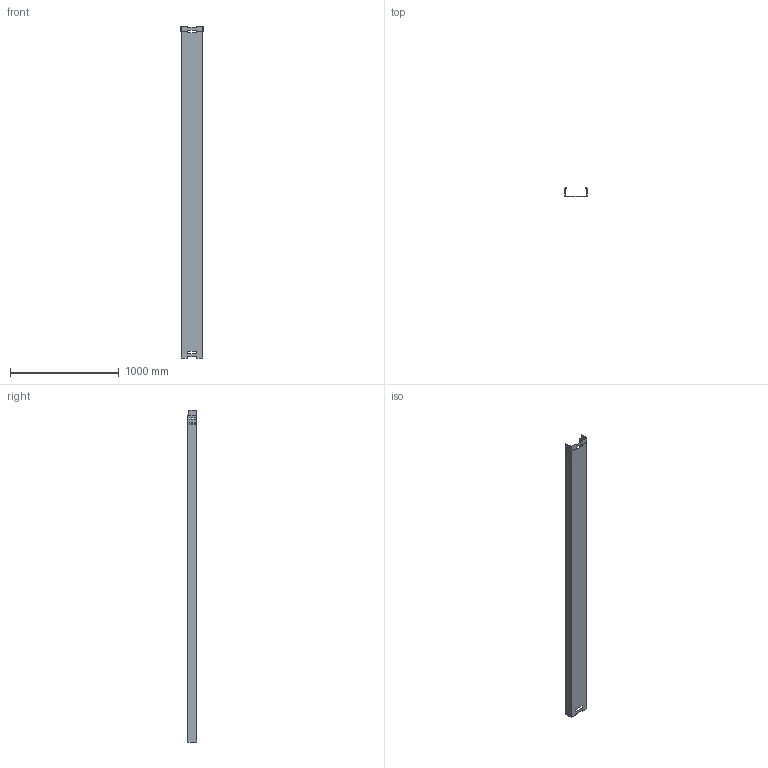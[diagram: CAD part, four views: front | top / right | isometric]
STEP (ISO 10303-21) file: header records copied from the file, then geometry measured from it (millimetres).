
FILE_DESCRIPTION(/* description */ (''),/* implementation_level */ '2;1');
FILE_NAME(/* name */ '6059553',/* time_stamp */ '2014-08-22T15:10:26+02:00',/* author */ (''),/* organization */ (''),/* preprocessor_version */ 'ST-DEVELOPER v15',/* originating_system */ '',/* authorisation */ '');
FILE_SCHEMA (('AUTOMOTIVE_DESIGN'));
Length unit declared in the file: millimetre
Products named in the file (1): Document
Bounding box: 203.5 x 86.74 x 3050 mm (x, y, z)
Surface area: 2398837.8 mm2 (no closed solid volume)
Topology: 0 solids, 1 shells, 182 faces, 490 edges, 302 vertices
Faces by surface type: bspline 108, plane 74
Entity records: 7641 total; most frequent: CARTESIAN_POINT 4687, ORIENTED_EDGE 969, EDGE_CURVE 489, B_SPLINE_CURVE_WITH_KNOTS 333, VERTEX_POINT 302, EDGE_LOOP 208, ADVANCED_FACE 182, FACE_OUTER_BOUND 182
